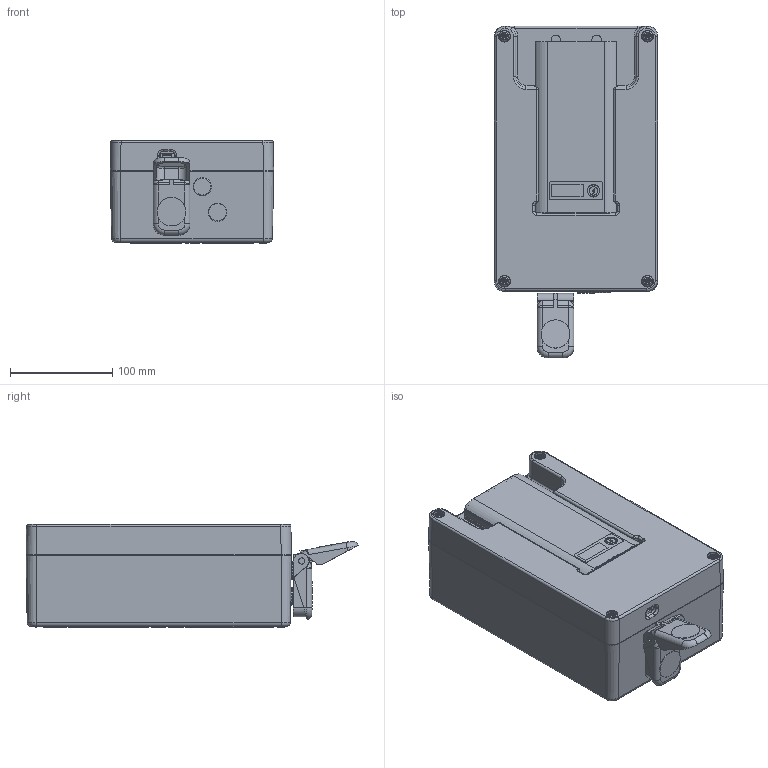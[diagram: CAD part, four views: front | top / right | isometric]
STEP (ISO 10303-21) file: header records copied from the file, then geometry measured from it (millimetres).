
FILE_DESCRIPTION(/* description */ (''),/* implementation_level */ '2;1');
FILE_NAME(/* name */ 'SFM-ELEKTRONIK-BOX',/* time_stamp */ '2020-07-22T08:30:57+02:00',/* author */ (''),/* organization */ (''),/* preprocessor_version */ 'ST-DEVELOPER v16.5',/* originating_system */ 'HiCAD 2020 2501.0 Build 260',/* authorisation */ '');
FILE_SCHEMA (('AUTOMOTIVE_DESIGN { 1 0 10303 214 1 1 1 1 }'));
Products named in the file (105): Root; Powerbank-JPB20AHB_Baugruppe; P76-LK; P76-JP; P76-LUOSI; P76-MP-BACK; P76-KEY; P76-COB-A_ASM; P76-PING; P76-PING-1; Teil; P76-JP-1; P76-USB_ASM; MANIFOLD_SOLID_BREP_95836_6; MANIFOLD_SOLID_BREP_101767_1; P76-DC_ASM; P76-DC; P76-DC1; P76-TYPE-C_ASM; P76-TYPE-C-1; P76-TYPE-C-2; P76-GDB-1; P76-MP-FRONT-2; P76-IN; P76-QC30; P76-5V2A; P76-NB; Schrauben/Dichtung_Baugruppe; 1990000043 Schraube BM 6x30:M6-30; xxx-O-Ring-MBP_261690; Blackbox-Boden; Taster (701855); Prisma_0; SFM-Deckel-PU; D-SCCD-W_ASM; D-SCCD-W1; D-SCCD-W2
Assembly tree (104 placements, depth 5):
  Root
    Powerbank-JPB20AHB_Baugruppe
      P76-LK
      P76-JP
      P76-LUOSI
      P76-LUOSI
      P76-LUOSI
      P76-LUOSI
      P76-MP-BACK
      P76-KEY
      P76-COB-A_ASM
        P76-PING
        P76-PING-1
          Teil
          Teil
          Teil
          Teil
          Teil
          Teil
          Teil
          Teil
          Teil
          Teil
          Teil
          Teil
          Teil
          Teil
          Teil
          Teil
          Teil
          Teil
          Teil
          Teil
          Teil
          Teil
          Teil
          Teil
          Teil
          Teil
          Teil
          Teil
          Teil
          Teil
          Teil
          Teil
          Teil
          Teil
      P76-JP-1
      P76-USB_ASM
        MANIFOLD_SOLID_BREP_95836_6
        MANIFOLD_SOLID_BREP_101767_1
      P76-USB_ASM
        MANIFOLD_SOLID_BREP_95836_6
        MANIFOLD_SOLID_BREP_101767_1
      P76-DC_ASM
        P76-DC
        P76-DC1
      P76-TYPE-C_ASM
        P76-TYPE-C-1
        P76-TYPE-C-2
Bounding box: 159.99 x 325.24 x 101 mm (x, y, z)
Volume: 1464858.8 mm3; surface area: 454427.5 mm2
Topology: 91 solids, 91 shells, 4889 faces, 12568 edges, 7909 vertices
Faces by surface type: plane 2529, cylinder 1374, cone 522, torus 230, bspline 197, sphere 37
Full cylindrical faces by diameter (mm): 0.4 x10, 0.63 x1, 0.733 x1, 0.8 x14, 0.9 x10, 1 x1, 1.1 x10, 1.13 x10, 1.23 x10, 1.36 x10, 1.4 x1, 1.45 x10, 1.7 x1, 2 x1, 2.5 x2, 2.6 x1, 3.05 x1, 3.4 x1, 3.5 x5, 3.8 x1, 4.1 x4, 4.4 x1, 4.43 x1, 4.917 x4, 5 x4, 6 x10, 6.3 x2, 6.5 x4, 7 x4, 7.5 x4
Entity records: 275690 total; most frequent: CARTESIAN_POINT 39316, DIRECTION 24730, PRESENTATION_STYLE_ASSIGNMENT 24131, DRAUGHTING_PRE_DEFINED_CURVE_FONT 24040, CURVE_STYLE 24040, OVER_RIDING_STYLED_ITEM 24040, ORIENTED_EDGE 24040, COLOUR_RGB 22473
